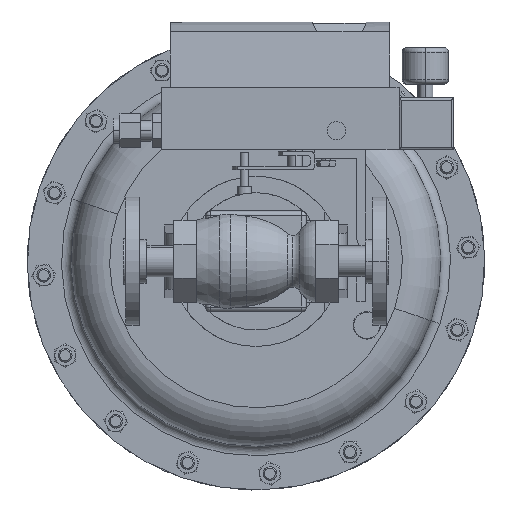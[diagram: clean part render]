
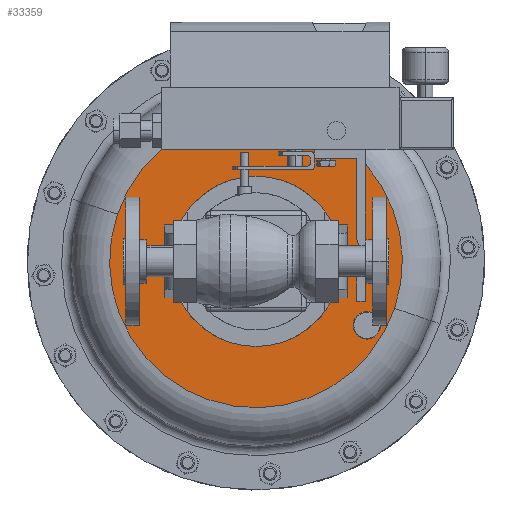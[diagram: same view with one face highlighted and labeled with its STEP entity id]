
A CAD part, front view. The second image highlights one B-rep face of the part: STEP entity #33359.
In plain terms, the highlighted planar face has unit normal (0, -1, 0).
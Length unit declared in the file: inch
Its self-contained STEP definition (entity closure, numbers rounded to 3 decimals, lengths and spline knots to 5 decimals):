
#1271 = DIRECTION ( 'NONE',  ( 0.947, 0., -0.321 ) ) ;
#2564 = VERTEX_POINT ( 'NONE', #25989 ) ;
#4825 = PLANE ( 'NONE',  #17638 ) ;
#5199 = CARTESIAN_POINT ( 'NONE',  ( 0., 7.835, 0. ) ) ;
#5393 = CIRCLE ( 'NONE', #14243, 4. ) ;
#5979 = ORIENTED_EDGE ( 'NONE', *, *, #21934, .F. ) ;
#7591 = DIRECTION ( 'NONE',  ( 0., -1., 0. ) ) ;
#7962 = DIRECTION ( 'NONE',  ( 0.947, 0., -0.321 ) ) ;
#8179 = VERTEX_POINT ( 'NONE', #28305 ) ;
#12719 = FACE_OUTER_BOUND ( 'NONE', #18479, .T. ) ;
#13879 = AXIS2_PLACEMENT_3D ( 'NONE', #34054, #17649, #1271 ) ;
#14243 = AXIS2_PLACEMENT_3D ( 'NONE', #5199, #24319, #7962 ) ;
#17638 = AXIS2_PLACEMENT_3D ( 'NONE', #18450, #7591, #26695 ) ;
#17649 = DIRECTION ( 'NONE',  ( 0., 1., 0. ) ) ;
#18450 = CARTESIAN_POINT ( 'NONE',  ( -1.28576, 7.835, -3.78772 ) ) ;
#18479 = EDGE_LOOP ( 'NONE', ( #28106, #5979 ) ) ;
#21934 = EDGE_CURVE ( 'NONE', #2564, #8179, #27691, .T. ) ;
#24319 = DIRECTION ( 'NONE',  ( 0., 1., 0. ) ) ;
#25989 = CARTESIAN_POINT ( 'NONE',  ( -3.78772, 7.835, 1.28576 ) ) ;
#26695 = DIRECTION ( 'NONE',  ( -0.947, 0., 0.321 ) ) ;
#27691 = CIRCLE ( 'NONE', #13879, 4. ) ;
#28106 = ORIENTED_EDGE ( 'NONE', *, *, #34628, .F. ) ;
#28305 = CARTESIAN_POINT ( 'NONE',  ( 3.78772, 7.835, -1.28576 ) ) ;
#33359 = ADVANCED_FACE ( 'NONE', ( #12719 ), #4825, .T. ) ;
#34054 = CARTESIAN_POINT ( 'NONE',  ( 0., 7.835, 0. ) ) ;
#34628 = EDGE_CURVE ( 'NONE', #8179, #2564, #5393, .T. ) ;
